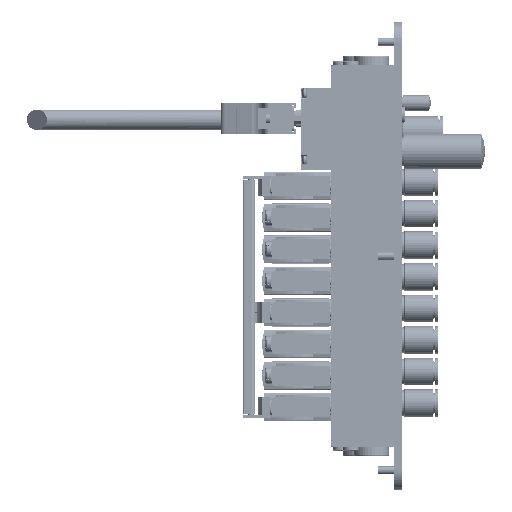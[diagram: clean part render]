
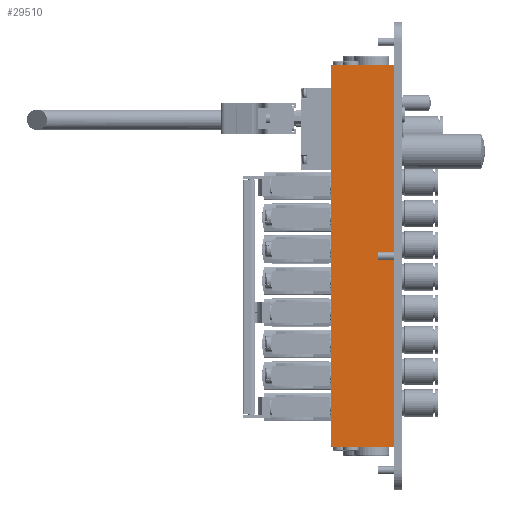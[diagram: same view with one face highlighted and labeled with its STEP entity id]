
A CAD part, left-side view. The second image highlights one B-rep face of the part: STEP entity #29510.
In plain terms, the highlighted face is planar.
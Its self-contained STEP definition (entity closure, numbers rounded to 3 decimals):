
#4576=FACE_OUTER_BOUND('',#6765,.T.);
#6765=EDGE_LOOP('',(#22548,#22549,#22550,#22551,#22552,#22553,#22554,#22555,
#22556,#22557,#22558,#22559));
#8655=LINE('',#43644,#10972);
#8862=LINE('',#44180,#11179);
#9188=LINE('',#45052,#11505);
#9190=LINE('',#45062,#11507);
#9195=LINE('',#45079,#11512);
#9223=LINE('',#45345,#11540);
#9225=LINE('',#45355,#11542);
#9238=LINE('',#45396,#11555);
#9239=LINE('',#45398,#11556);
#9241=LINE('',#45400,#11558);
#9310=LINE('',#46218,#11627);
#9311=LINE('',#46219,#11628);
#10972=VECTOR('',#34594,10.);
#11179=VECTOR('',#35083,10.);
#11505=VECTOR('',#35859,10.);
#11507=VECTOR('',#35869,10.);
#11512=VECTOR('',#35890,10.);
#11540=VECTOR('',#36214,10.);
#11542=VECTOR('',#36224,10.);
#11555=VECTOR('',#36269,10.);
#11556=VECTOR('',#36272,10.);
#11558=VECTOR('',#36274,10.);
#11627=VECTOR('',#37221,10.);
#11628=VECTOR('',#37222,10.);
#13241=VERTEX_POINT('',#43637);
#13244=VERTEX_POINT('',#43642);
#13431=VERTEX_POINT('',#44177);
#13432=VERTEX_POINT('',#44179);
#13752=VERTEX_POINT('',#45049);
#13753=VERTEX_POINT('',#45051);
#13754=VERTEX_POINT('',#45055);
#13757=VERTEX_POINT('',#45060);
#13850=VERTEX_POINT('',#45342);
#13851=VERTEX_POINT('',#45344);
#13852=VERTEX_POINT('',#45348);
#13855=VERTEX_POINT('',#45353);
#16201=EDGE_CURVE('',#13244,#13241,#8655,.T.);
#16463=EDGE_CURVE('',#13432,#13431,#8862,.T.);
#16891=EDGE_CURVE('',#13753,#13752,#9188,.T.);
#16896=EDGE_CURVE('',#13757,#13754,#9190,.T.);
#16905=EDGE_CURVE('',#13752,#13754,#9195,.T.);
#16996=EDGE_CURVE('',#13851,#13850,#9223,.T.);
#17001=EDGE_CURVE('',#13855,#13852,#9225,.T.);
#17022=EDGE_CURVE('',#13850,#13852,#9238,.T.);
#17023=EDGE_CURVE('',#13244,#13851,#9239,.T.);
#17025=EDGE_CURVE('',#13855,#13432,#9241,.T.);
#17299=EDGE_CURVE('',#13431,#13753,#9310,.T.);
#17300=EDGE_CURVE('',#13757,#13241,#9311,.T.);
#22548=ORIENTED_EDGE('',*,*,#17299,.T.);
#22549=ORIENTED_EDGE('',*,*,#16891,.T.);
#22550=ORIENTED_EDGE('',*,*,#16905,.T.);
#22551=ORIENTED_EDGE('',*,*,#16896,.F.);
#22552=ORIENTED_EDGE('',*,*,#17300,.T.);
#22553=ORIENTED_EDGE('',*,*,#16201,.F.);
#22554=ORIENTED_EDGE('',*,*,#17023,.T.);
#22555=ORIENTED_EDGE('',*,*,#16996,.T.);
#22556=ORIENTED_EDGE('',*,*,#17022,.T.);
#22557=ORIENTED_EDGE('',*,*,#17001,.F.);
#22558=ORIENTED_EDGE('',*,*,#17025,.T.);
#22559=ORIENTED_EDGE('',*,*,#16463,.T.);
#28181=PLANE('',#31922);
#29510=ADVANCED_FACE('',(#4576),#28181,.T.);
#31922=AXIS2_PLACEMENT_3D('',#46217,#37219,#37220);
#34594=DIRECTION('',(0.,0.,1.));
#35083=DIRECTION('',(0.,0.,1.));
#35859=DIRECTION('',(0.,0.,1.));
#35869=DIRECTION('',(0.,0.,1.));
#35890=DIRECTION('',(0.,-1.,0.));
#36214=DIRECTION('',(0.,0.,-1.));
#36224=DIRECTION('',(0.,0.,-1.));
#36269=DIRECTION('',(0.,1.,0.));
#36272=DIRECTION('',(0.,1.,0.));
#36274=DIRECTION('',(0.,1.,0.));
#37219=DIRECTION('center_axis',(1.,0.,0.));
#37220=DIRECTION('ref_axis',(0.,0.,-1.));
#37221=DIRECTION('',(0.,-1.,0.));
#37222=DIRECTION('',(0.,-1.,0.));
#43637=CARTESIAN_POINT('',(110.,-33.8,192.));
#43642=CARTESIAN_POINT('',(110.,-33.8,0.));
#43644=CARTESIAN_POINT('',(110.,-33.8,0.));
#44177=CARTESIAN_POINT('',(110.,0.,192.));
#44179=CARTESIAN_POINT('',(110.,0.,0.));
#44180=CARTESIAN_POINT('',(110.,0.,0.));
#45049=CARTESIAN_POINT('',(110.,-1.3,192.69));
#45051=CARTESIAN_POINT('',(110.,-1.3,192.));
#45052=CARTESIAN_POINT('',(110.,-1.3,192.));
#45055=CARTESIAN_POINT('',(110.,-32.5,192.69));
#45060=CARTESIAN_POINT('',(110.,-32.5,192.));
#45062=CARTESIAN_POINT('',(110.,-32.5,192.));
#45079=CARTESIAN_POINT('',(110.,-32.5,192.69));
#45342=CARTESIAN_POINT('',(110.,-32.5,-0.69));
#45344=CARTESIAN_POINT('',(110.,-32.5,0.));
#45345=CARTESIAN_POINT('',(110.,-32.5,0.));
#45348=CARTESIAN_POINT('',(110.,-1.3,-0.69));
#45353=CARTESIAN_POINT('',(110.,-1.3,0.));
#45355=CARTESIAN_POINT('',(110.,-1.3,0.));
#45396=CARTESIAN_POINT('',(110.,-32.5,-0.69));
#45398=CARTESIAN_POINT('',(110.,-33.8,0.));
#45400=CARTESIAN_POINT('',(110.,-33.8,0.));
#46217=CARTESIAN_POINT('Origin',(110.,0.,0.));
#46218=CARTESIAN_POINT('',(110.,-33.8,192.));
#46219=CARTESIAN_POINT('',(110.,-33.8,192.));
